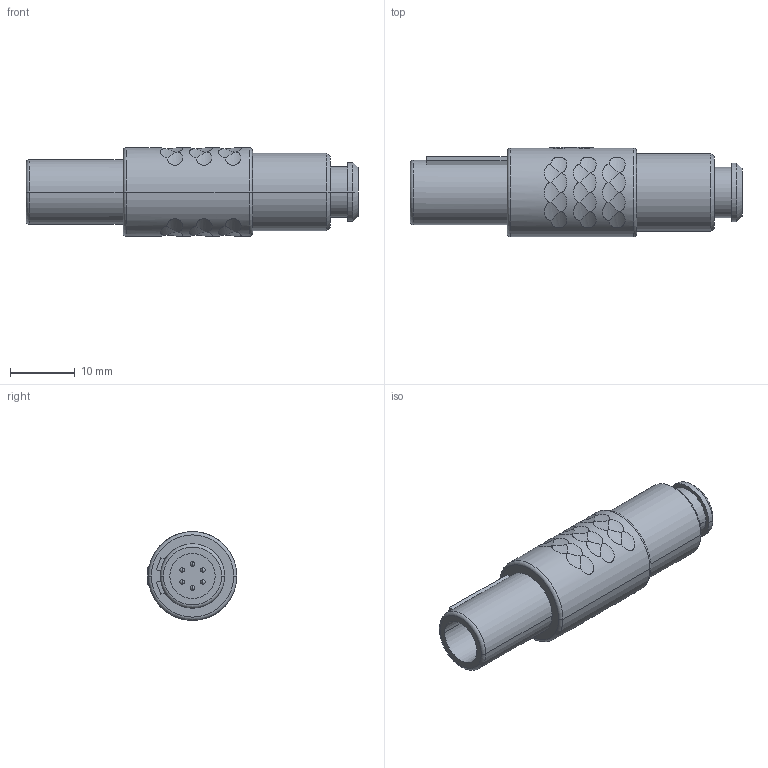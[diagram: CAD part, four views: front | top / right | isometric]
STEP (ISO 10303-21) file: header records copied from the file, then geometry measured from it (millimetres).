
FILE_DESCRIPTION((''),'2;1');
FILE_NAME('S21MA_-P06M','2023-09-12T07:26:35',('RTrager'),(''),'CREO PARAMETRIC BY PTC INC, 2022014','CREO PARAMETRIC BY PTC INC, 2022014','');
FILE_SCHEMA(('AUTOMOTIVE_DESIGN { 1 0 10303 214 1 1 1 1 }'));
Length unit declared in the file: millimetre
Products named in the file (1): S21MA_-P06M
Bounding box: 51.3 x 13.85 x 13.7 mm (x, y, z)
Volume: 4366.4 mm3; surface area: 3120.7 mm2
Topology: 1 solids, 1 shells, 205 faces, 526 edges, 331 vertices
Faces by surface type: cylinder 110, plane 61, torus 12, sphere 12, bspline 6, cone 4
Entity records: 10974 total; most frequent: CARTESIAN_POINT 2541, ORIENTED_EDGE 1028, DIRECTION 980, EDGE_CURVE 514, PROPERTY_DEFINITION 409, REPRESENTATION 408, PROPERTY_DEFINITION_REPRESENTATION 408, AXIS2_PLACEMENT_3D 395
